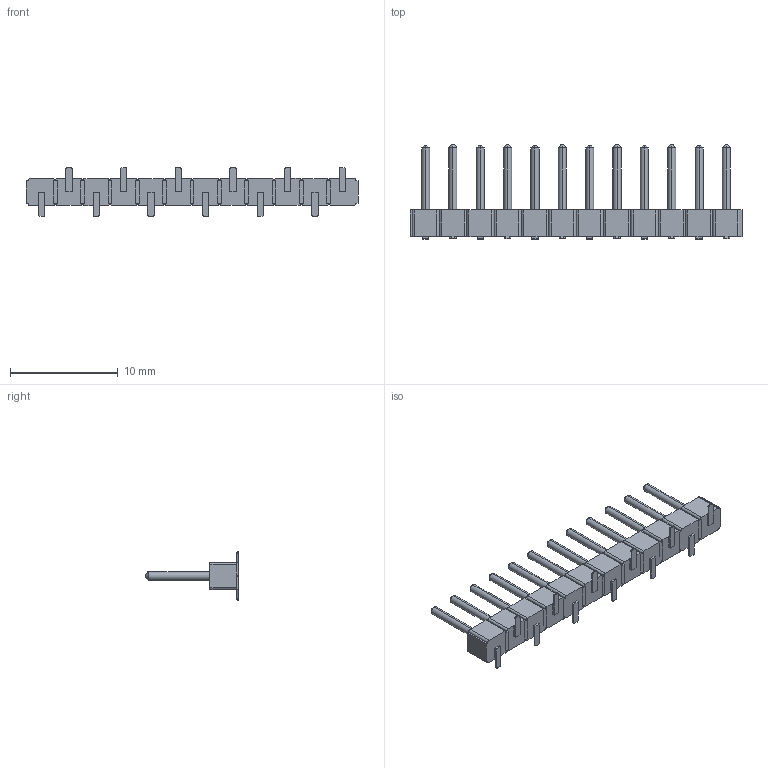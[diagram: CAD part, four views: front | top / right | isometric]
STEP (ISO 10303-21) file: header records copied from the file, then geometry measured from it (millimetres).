
FILE_DESCRIPTION (( 'STEP AP214' ), '1' );
FILE_NAME ('1x12SMD.STEP', '2019-06-16T20:22:02', ( '' ), ( '' ), 'SwSTEP 2.0', 'SolidWorks 2016', '' );
FILE_SCHEMA (( 'AUTOMOTIVE_DESIGN' ));
Length unit declared in the file: millimetre
Products named in the file (2): 1x12SMD; 1x14smd
Assembly tree (12 placements, depth 2):
  1x12SMD
    1x14smd  x12
Bounding box: 30.84 x 8.73 x 4.52 mm (x, y, z)
Volume: 245.7 mm3; surface area: 673 mm2
Topology: 12 solids, 12 shells, 384 faces, 972 edges, 600 vertices
Faces by surface type: plane 204, cylinder 132, cone 24, sphere 24
Entity records: 1405 total; most frequent: DIRECTION 197, CARTESIAN_POINT 176, ORIENTED_EDGE 158, EDGE_CURVE 79, AXIS2_PLACEMENT_3D 71, LINE 55, VECTOR 55, VERTEX_POINT 50
